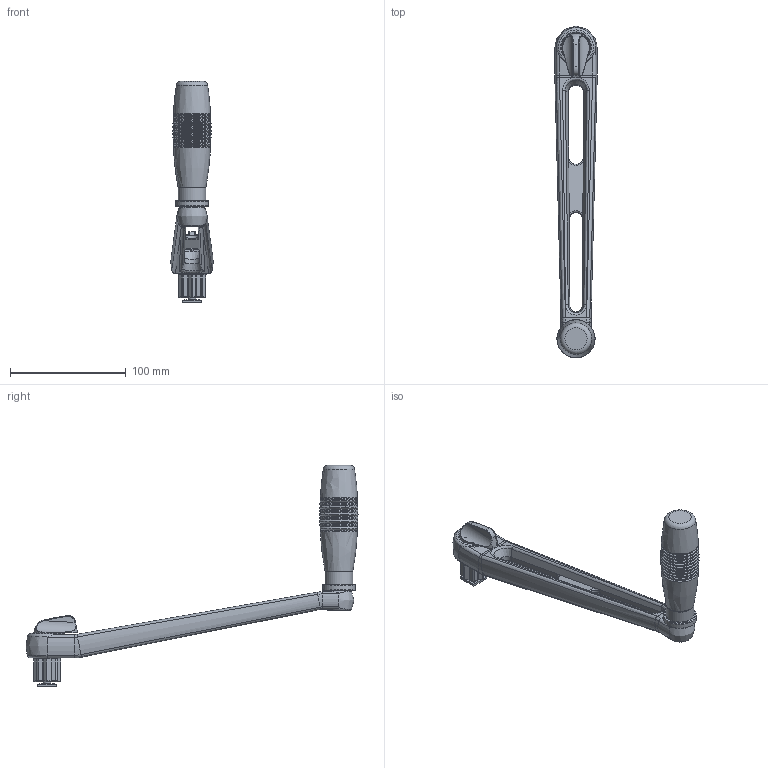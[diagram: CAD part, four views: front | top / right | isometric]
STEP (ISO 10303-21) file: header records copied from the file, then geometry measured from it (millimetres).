
FILE_DESCRIPTION(/* description */ (''),/* implementation_level */ '2;1');
FILE_NAME(/* name */ '2021.stp',/* time_stamp */ '2021-03-23T12:23:55+01:00',/* author */ ('lucade'),/* organization */ (''),/* preprocessor_version */ 'ST-DEVELOPER v18.1',/* originating_system */ 'Autodesk Inventor 2021',/* authorisation */ '');
FILE_SCHEMA (('AUTOMOTIVE_DESIGN { 1 0 10303 214 3 1 1 }'));
Length unit declared in the file: millimetre
Products named in the file (1): 21032313
Bounding box: 36.5 x 286.75 x 191.14 mm (x, y, z)
Volume: 180882.7 mm3; surface area: 64790.5 mm2
Topology: 2 solids, 2 shells, 386 faces, 892 edges, 517 vertices
Faces by surface type: cylinder 120, plane 97, torus 87, bspline 53, sphere 19, cone 10
Full cylindrical faces by diameter (mm): 1.2 x3, 6.5 x2, 8.5 x1, 10 x1, 11 x1, 16 x2, 16.5 x1, 21 x1, 21.5 x1, 23.5 x1, 24 x1, 25 x1, 28.4 x1
Entity records: 13115 total; most frequent: CARTESIAN_POINT 4401, DIRECTION 1957, ORIENTED_EDGE 1748, EDGE_CURVE 874, AXIS2_PLACEMENT_3D 851, VERTEX_POINT 517, CIRCLE 505, EDGE_LOOP 427
